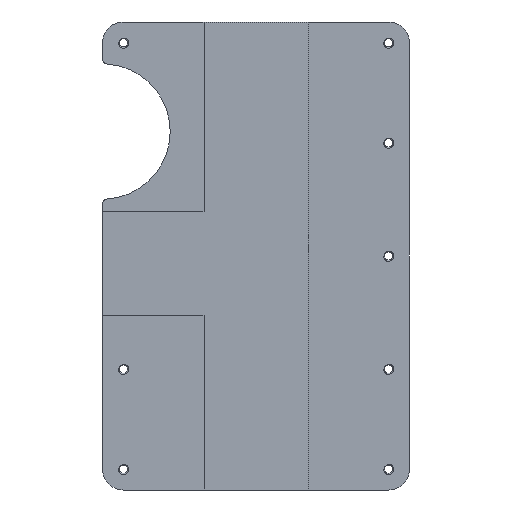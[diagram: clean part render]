
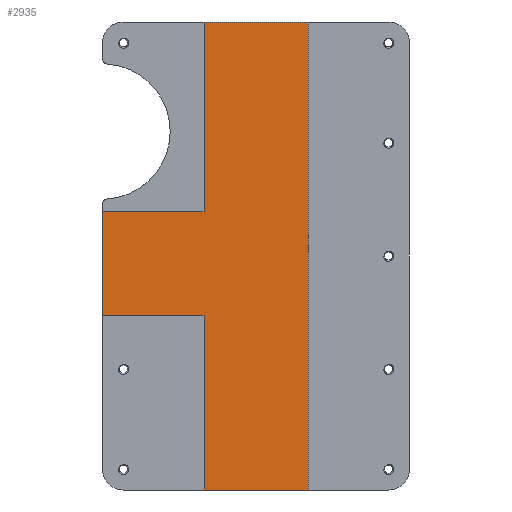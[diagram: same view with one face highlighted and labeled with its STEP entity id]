
A CAD part, left-side view. The second image highlights one B-rep face of the part: STEP entity #2935.
In plain terms, the highlighted planar face has unit normal (-1, 0, 0).
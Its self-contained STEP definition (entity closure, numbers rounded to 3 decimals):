
#63=PLANE('',#3139);
#158=FACE_OUTER_BOUND('',#316,.T.);
#316=EDGE_LOOP('',(#2136,#2137,#2138,#2139,#2140,#2141,#2142,#2143));
#816=LINE('',#6443,#966);
#817=LINE('',#6445,#967);
#818=LINE('',#6447,#968);
#819=LINE('',#6449,#969);
#820=LINE('',#6451,#970);
#821=LINE('',#6453,#971);
#822=LINE('',#6455,#972);
#823=LINE('',#6456,#973);
#966=VECTOR('',#3523,10.);
#967=VECTOR('',#3524,10.);
#968=VECTOR('',#3525,10.);
#969=VECTOR('',#3526,10.);
#970=VECTOR('',#3527,10.);
#971=VECTOR('',#3528,10.);
#972=VECTOR('',#3529,10.);
#973=VECTOR('',#3530,10.);
#1260=VERTEX_POINT('',#6441);
#1261=VERTEX_POINT('',#6442);
#1262=VERTEX_POINT('',#6444);
#1263=VERTEX_POINT('',#6446);
#1264=VERTEX_POINT('',#6448);
#1265=VERTEX_POINT('',#6450);
#1266=VERTEX_POINT('',#6452);
#1267=VERTEX_POINT('',#6454);
#1620=EDGE_CURVE('',#1260,#1261,#816,.T.);
#1621=EDGE_CURVE('',#1262,#1260,#817,.T.);
#1622=EDGE_CURVE('',#1263,#1262,#818,.T.);
#1623=EDGE_CURVE('',#1264,#1263,#819,.T.);
#1624=EDGE_CURVE('',#1265,#1264,#820,.T.);
#1625=EDGE_CURVE('',#1266,#1265,#821,.T.);
#1626=EDGE_CURVE('',#1267,#1266,#822,.T.);
#1627=EDGE_CURVE('',#1261,#1267,#823,.T.);
#2136=ORIENTED_EDGE('',*,*,#1620,.F.);
#2137=ORIENTED_EDGE('',*,*,#1621,.F.);
#2138=ORIENTED_EDGE('',*,*,#1622,.F.);
#2139=ORIENTED_EDGE('',*,*,#1623,.F.);
#2140=ORIENTED_EDGE('',*,*,#1624,.F.);
#2141=ORIENTED_EDGE('',*,*,#1625,.F.);
#2142=ORIENTED_EDGE('',*,*,#1626,.F.);
#2143=ORIENTED_EDGE('',*,*,#1627,.F.);
#2935=ADVANCED_FACE('',(#158),#63,.F.);
#3139=AXIS2_PLACEMENT_3D('',#6440,#3521,#3522);
#3521=DIRECTION('center_axis',(1.,0.,0.));
#3522=DIRECTION('ref_axis',(0.,0.,-1.));
#3523=DIRECTION('',(0.,0.,1.));
#3524=DIRECTION('',(0.,1.,0.));
#3525=DIRECTION('',(0.,0.,-1.));
#3526=DIRECTION('',(0.,-1.,0.));
#3527=DIRECTION('',(0.,0.,1.));
#3528=DIRECTION('',(0.,-1.,0.));
#3529=DIRECTION('',(0.,0.,1.));
#3530=DIRECTION('',(0.,1.,0.));
#6440=CARTESIAN_POINT('Origin',(-5.3,47.75,48.5));
#6441=CARTESIAN_POINT('',(-5.3,39.5,0.));
#6442=CARTESIAN_POINT('',(-5.3,39.5,33.5));
#6443=CARTESIAN_POINT('',(-5.3,39.5,24.25));
#6444=CARTESIAN_POINT('',(-5.3,19.5,0.));
#6445=CARTESIAN_POINT('',(-5.3,51.375,0.));
#6446=CARTESIAN_POINT('',(-5.3,19.5,90.));
#6447=CARTESIAN_POINT('',(-5.3,19.5,69.25));
#6448=CARTESIAN_POINT('',(-5.3,39.5,90.));
#6449=CARTESIAN_POINT('',(-5.3,25.875,90.));
#6450=CARTESIAN_POINT('',(-5.3,39.5,53.5));
#6451=CARTESIAN_POINT('',(-5.3,39.5,51.));
#6452=CARTESIAN_POINT('',(-5.3,59.,53.5));
#6453=CARTESIAN_POINT('',(-5.3,51.875,53.5));
#6454=CARTESIAN_POINT('',(-5.3,59.,33.5));
#6455=CARTESIAN_POINT('',(-5.3,59.,67.25));
#6456=CARTESIAN_POINT('',(-5.3,43.625,33.5));
